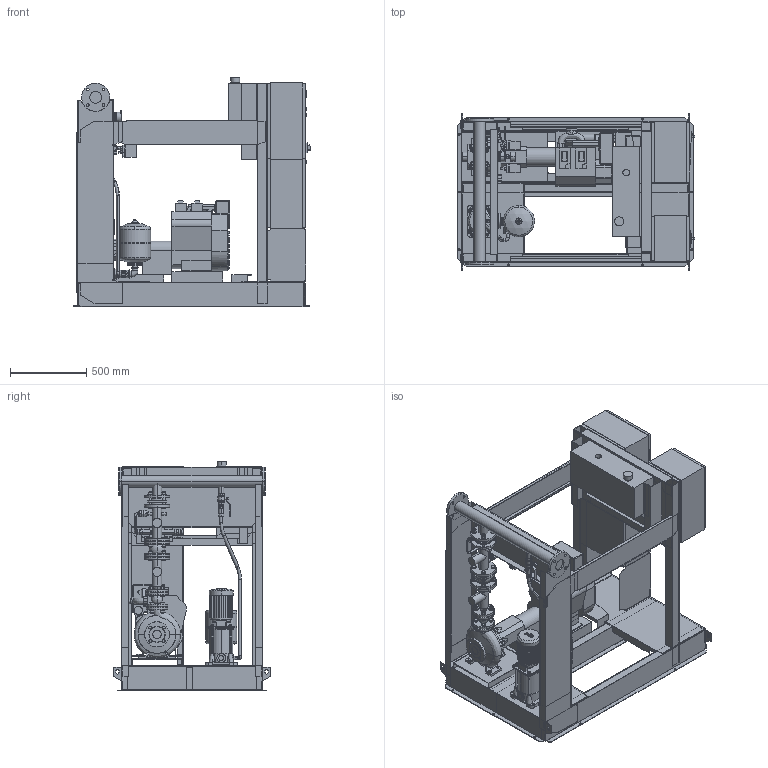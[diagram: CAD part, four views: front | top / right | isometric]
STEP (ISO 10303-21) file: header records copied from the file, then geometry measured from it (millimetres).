
FILE_DESCRIPTION((''),'2;1');
FILE_NAME('3d_Sifire-EN-32_200-210-10.5_0.75DJ-4183860.stp','2015-05-26T10:09:09',(''),(''),'Mechanical Desktop 2009','Mechanical Desktop 2009',', , ');
FILE_SCHEMA(('CONFIG_CONTROL_DESIGN'));
Length unit declared in the file: millimetre
Products named in the file (1): Product
Bounding box: 1554.5 x 1026 x 1500 mm (x, y, z)
Volume: 268630284.7 mm3; surface area: 22722887.7 mm2
Topology: 161 solids, 161 shells, 3778 faces, 9138 edges, 5811 vertices
Faces by surface type: plane 1527, bspline 1041, cylinder 756, cone 314, torus 108, sphere 32
Entity records: 123522 total; most frequent: CARTESIAN_POINT 39234, ORIENTED_EDGE 18220, DIRECTION 16128, EDGE_CURVE 9110, VERTEX_POINT 5811, AXIS2_PLACEMENT_3D 5397, VECTOR 5334, LINE 5334
